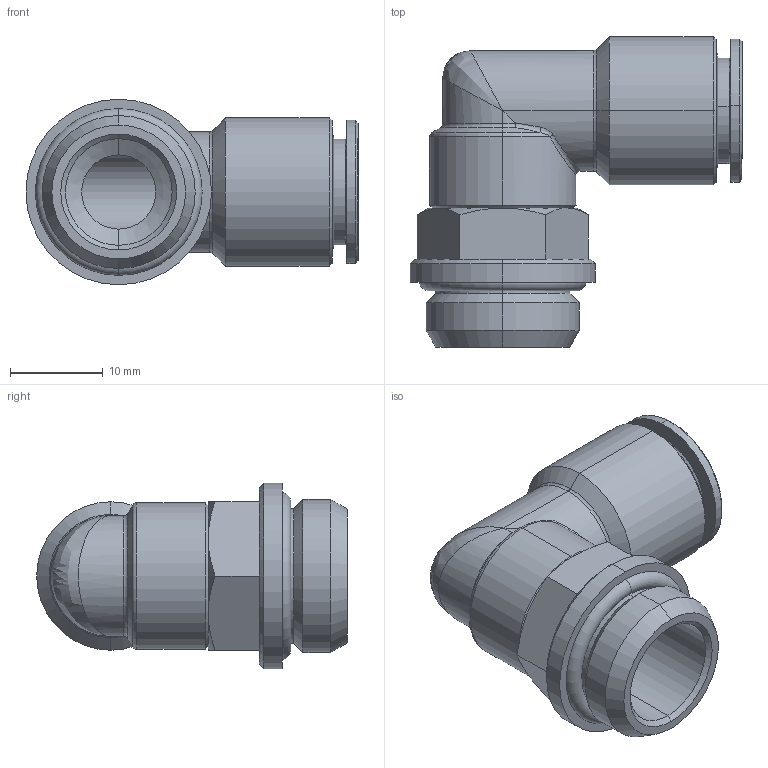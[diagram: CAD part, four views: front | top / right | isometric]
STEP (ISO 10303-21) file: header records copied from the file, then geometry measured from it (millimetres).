
FILE_DESCRIPTION (( 'STEP AP203' ), '1' );
FILE_NAME ('A0060053.STEP', '2009-01-16T14:34:44', ( 'UT1' ), ( 'sopra-pneumatic' ), 'SwSTEP 2.0', 'SolidWorks 2008', '' );
FILE_SCHEMA (( 'CONFIG_CONTROL_DESIGN' ));
Length unit declared in the file: millimetre
Products named in the file (1): A0060053
Bounding box: 35.8 x 33.5 x 20 mm (x, y, z)
Volume: 5585.6 mm3; surface area: 4734.6 mm2
Topology: 1 solids, 1 shells, 92 faces, 201 edges, 114 vertices
Faces by surface type: cone 35, cylinder 27, plane 14, torus 10, bspline 6
Entity records: 2993 total; most frequent: CARTESIAN_POINT 934, DIRECTION 442, ORIENTED_EDGE 398, EDGE_CURVE 199, AXIS2_PLACEMENT_3D 188, VERTEX_POINT 114, CIRCLE 101, EDGE_LOOP 99
